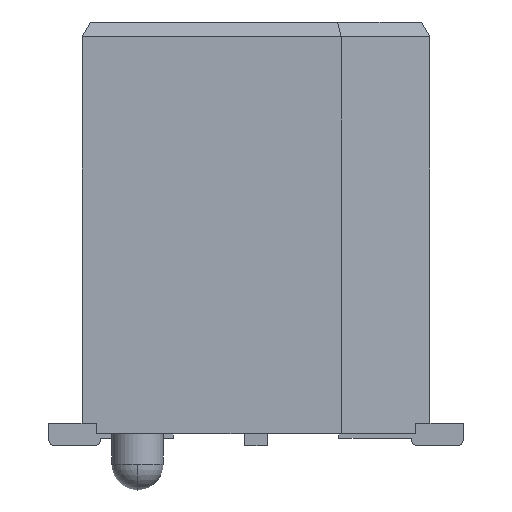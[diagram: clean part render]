
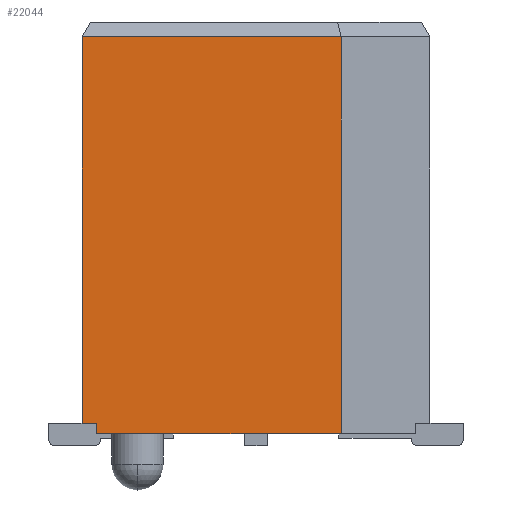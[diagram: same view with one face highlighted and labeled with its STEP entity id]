
A CAD part, left-side view. The second image highlights one B-rep face of the part: STEP entity #22044.
In plain terms, the highlighted planar face has unit normal (-1, 0, 0).
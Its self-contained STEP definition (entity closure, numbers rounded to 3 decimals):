
#20279=CARTESIAN_POINT('',(-10.013,2.73,0.381));
#20280=VERTEX_POINT('',#20279);
#20287=CARTESIAN_POINT('',(-10.013,2.985,0.381));
#20288=VERTEX_POINT('',#20287);
#20289=CARTESIAN_POINT('',(-10.013,2.73,0.381));
#20290=DIRECTION('',(0.0,1.0,0.0));
#20291=VECTOR('',#20290,0.254);
#20292=LINE('',#20289,#20291);
#20293=EDGE_CURVE('',#20280,#20288,#20292,.T.);
#20317=CARTESIAN_POINT('',(-10.013,2.73,0.203));
#20318=VERTEX_POINT('',#20317);
#20325=CARTESIAN_POINT('',(-10.013,2.73,0.203));
#20326=DIRECTION('',(0.0,0.0,1.0));
#20327=VECTOR('',#20326,0.178);
#20328=LINE('',#20325,#20327);
#20329=EDGE_CURVE('',#20318,#20280,#20328,.T.);
#21839=CARTESIAN_POINT('',(-10.013,2.985,7.013));
#21840=VERTEX_POINT('',#21839);
#21863=CARTESIAN_POINT('',(-10.013,-1.461,7.013));
#21864=VERTEX_POINT('',#21863);
#21865=CARTESIAN_POINT('',(-10.013,2.985,7.013));
#21866=DIRECTION('',(0.0,-1.0,0.0));
#21867=VECTOR('',#21866,4.445);
#21868=LINE('',#21865,#21867);
#21869=EDGE_CURVE('',#21840,#21864,#21868,.T.);
#22003=CARTESIAN_POINT('',(-10.013,-1.461,0.203));
#22004=VERTEX_POINT('',#22003);
#22005=CARTESIAN_POINT('',(-10.013,-1.461,7.013));
#22006=DIRECTION('',(0.0,0.0,-1.0));
#22007=VECTOR('',#22006,6.81);
#22008=LINE('',#22005,#22007);
#22009=EDGE_CURVE('',#21864,#22004,#22008,.T.);
#22021=CARTESIAN_POINT('',(-10.013,-1.683,-0.137));
#22022=DIRECTION('',(1.0,0.0,0.0));
#22023=DIRECTION('',(0.0,1.0,0.0));
#22024=AXIS2_PLACEMENT_3D('',#22021,#22022,#22023);
#22025=PLANE('',#22024);
#22026=ORIENTED_EDGE('',*,*,#20329,.F.);
#22027=CARTESIAN_POINT('',(-10.013,2.73,0.203));
#22028=DIRECTION('',(0.0,-1.0,0.0));
#22029=VECTOR('',#22028,4.191);
#22030=LINE('',#22027,#22029);
#22031=EDGE_CURVE('',#20318,#22004,#22030,.T.);
#22032=ORIENTED_EDGE('',*,*,#22031,.T.);
#22033=ORIENTED_EDGE('',*,*,#22009,.F.);
#22034=ORIENTED_EDGE('',*,*,#21869,.F.);
#22035=CARTESIAN_POINT('',(-10.013,2.985,7.013));
#22036=DIRECTION('',(0.0,0.0,-1.0));
#22037=VECTOR('',#22036,6.632);
#22038=LINE('',#22035,#22037);
#22039=EDGE_CURVE('',#21840,#20288,#22038,.T.);
#22040=ORIENTED_EDGE('',*,*,#22039,.T.);
#22041=ORIENTED_EDGE('',*,*,#20293,.F.);
#22042=EDGE_LOOP('',(#22026,#22032,#22033,#22034,#22040,#22041));
#22043=FACE_OUTER_BOUND('',#22042,.T.);
#22044=ADVANCED_FACE('',(#22043),#22025,.F.);
